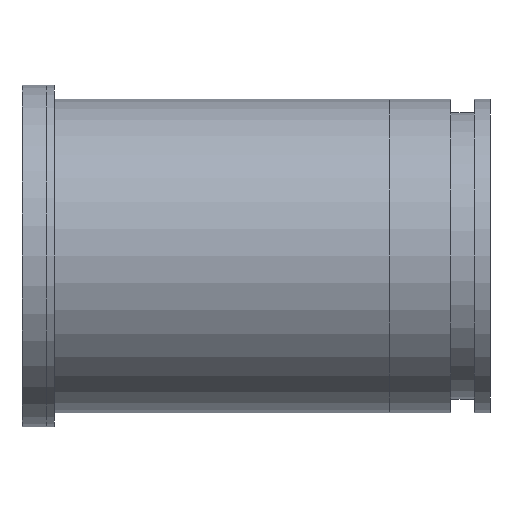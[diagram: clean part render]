
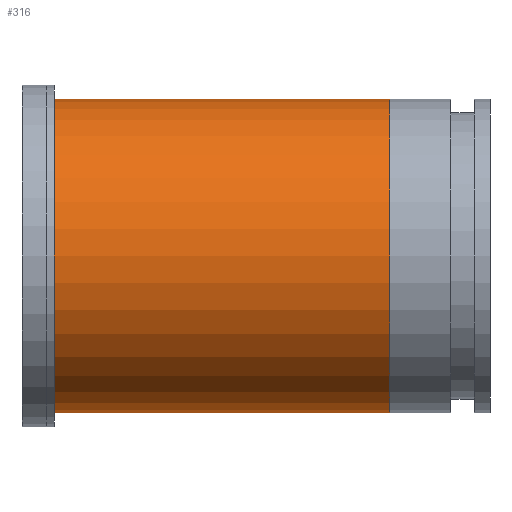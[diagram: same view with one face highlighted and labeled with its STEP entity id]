
A CAD part, left-side view. The second image highlights one B-rep face of the part: STEP entity #316.
In plain terms, the highlighted cylindrical face has radius 25.4 mm (diameter 50.8 mm), a partial arc.
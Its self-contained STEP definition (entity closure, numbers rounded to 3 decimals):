
#260=CARTESIAN_POINT('Axis2P3D Location',(0.,21.671,0.)) ;
#269=CARTESIAN_POINT('Vertex',(0.,54.367,25.4)) ;
#271=CARTESIAN_POINT('Vertex',(0.,54.367,-25.4)) ;
#274=CARTESIAN_POINT('Line Origine',(0.,19.055,25.4)) ;
#278=CARTESIAN_POINT('Vertex',(0.,0.,25.4)) ;
#285=CARTESIAN_POINT('Vertex',(0.,0.,-25.4)) ;
#288=CARTESIAN_POINT('Line Origine',(0.,19.055,-25.4)) ;
#300=CARTESIAN_POINT('Axis2P3D Location',(0.,54.367,0.)) ;
#305=CARTESIAN_POINT('Axis2P3D Location',(0.,0.,0.)) ;
#261=DIRECTION('Axis2P3D Direction',(0.,1.,0.)) ;
#262=DIRECTION('Axis2P3D XDirection',(0.,0.,1.)) ;
#275=DIRECTION('Vector Direction',(0.,1.,0.)) ;
#289=DIRECTION('Vector Direction',(0.,1.,0.)) ;
#301=DIRECTION('Axis2P3D Direction',(0.,1.,0.)) ;
#306=DIRECTION('Axis2P3D Direction',(0.,1.,0.)) ;
#263=AXIS2_PLACEMENT_3D('Cylinder Axis2P3D',#260,#261,#262) ;
#302=AXIS2_PLACEMENT_3D('Circle Axis2P3D',#300,#301,$) ;
#307=AXIS2_PLACEMENT_3D('Circle Axis2P3D',#305,#306,$) ;
#311=ORIENTED_EDGE('',*,*,#304,.F.) ;
#312=ORIENTED_EDGE('',*,*,#292,.T.) ;
#313=ORIENTED_EDGE('',*,*,#309,.T.) ;
#314=ORIENTED_EDGE('',*,*,#280,.F.) ;
#276=VECTOR('Line Direction',#275,1.) ;
#290=VECTOR('Line Direction',#289,1.) ;
#316=ADVANCED_FACE('PartBody',(#315),#264,.T.) ;
#303=CIRCLE('generated circle',#302,25.4) ;
#308=CIRCLE('generated circle',#307,25.4) ;
#264=CYLINDRICAL_SURFACE('generated cylinder',#263,25.4) ;
#280=EDGE_CURVE('',#270,#279,#277,.F.) ;
#292=EDGE_CURVE('',#272,#286,#291,.F.) ;
#304=EDGE_CURVE('',#272,#270,#303,.T.) ;
#309=EDGE_CURVE('',#286,#279,#308,.T.) ;
#310=EDGE_LOOP('',(#311,#312,#313,#314)) ;
#315=FACE_OUTER_BOUND('',#310,.T.) ;
#277=LINE('Line',#274,#276) ;
#291=LINE('Line',#288,#290) ;
#270=VERTEX_POINT('',#269) ;
#272=VERTEX_POINT('',#271) ;
#279=VERTEX_POINT('',#278) ;
#286=VERTEX_POINT('',#285) ;
